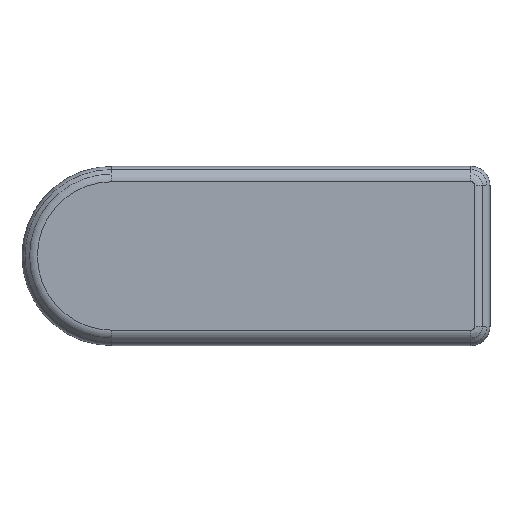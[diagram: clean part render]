
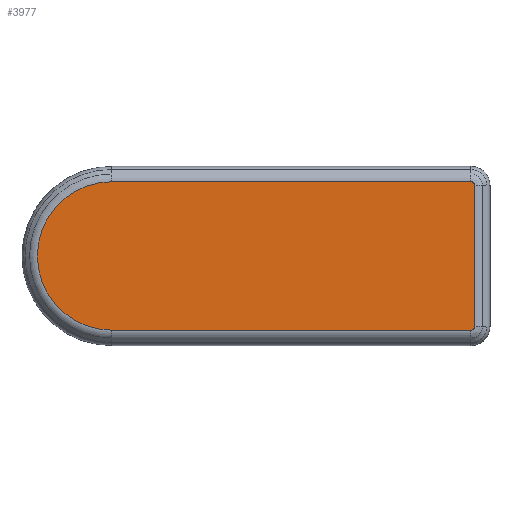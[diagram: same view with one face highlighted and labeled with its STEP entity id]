
A CAD part, top view. The second image highlights one B-rep face of the part: STEP entity #3977.
In plain terms, the highlighted planar face has unit normal (0, 0, 1).
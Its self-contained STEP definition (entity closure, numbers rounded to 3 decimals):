
#327=LINE('',#6241,#594);
#328=LINE('',#6246,#595);
#330=LINE('',#6250,#597);
#594=VECTOR('',#4896,10.);
#595=VECTOR('',#4901,10.);
#597=VECTOR('',#4905,10.);
#836=PLANE('',#4295);
#955=FACE_OUTER_BOUND('',#1233,.T.);
#1233=EDGE_LOOP('',(#2817,#2818,#2819,#2820,#2821,#2822));
#1497=CIRCLE('',#4252,6.811);
#1501=CIRCLE('',#4257,0.336);
#1519=CIRCLE('',#4292,0.336);
#1744=VERTEX_POINT('',#6123);
#1746=VERTEX_POINT('',#6127);
#1750=VERTEX_POINT('',#6147);
#1752=VERTEX_POINT('',#6151);
#1782=VERTEX_POINT('',#6244);
#1783=VERTEX_POINT('',#6249);
#2096=EDGE_CURVE('',#1746,#1744,#1497,.T.);
#2104=EDGE_CURVE('',#1752,#1750,#1501,.T.);
#2149=EDGE_CURVE('',#1750,#1746,#327,.T.);
#2151=EDGE_CURVE('',#1782,#1752,#328,.T.);
#2153=EDGE_CURVE('',#1744,#1783,#330,.T.);
#2156=EDGE_CURVE('',#1783,#1782,#1519,.T.);
#2817=ORIENTED_EDGE('',*,*,#2149,.F.);
#2818=ORIENTED_EDGE('',*,*,#2104,.F.);
#2819=ORIENTED_EDGE('',*,*,#2151,.F.);
#2820=ORIENTED_EDGE('',*,*,#2156,.F.);
#2821=ORIENTED_EDGE('',*,*,#2153,.F.);
#2822=ORIENTED_EDGE('',*,*,#2096,.F.);
#3977=ADVANCED_FACE('',(#955),#836,.F.);
#4252=AXIS2_PLACEMENT_3D('',#6129,#4792,#4793);
#4257=AXIS2_PLACEMENT_3D('',#6153,#4806,#4807);
#4292=AXIS2_PLACEMENT_3D('',#6262,#4910,#4911);
#4295=AXIS2_PLACEMENT_3D('',#6269,#4919,#4920);
#4792=DIRECTION('center_axis',(0.,0.,
-1.));
#4793=DIRECTION('ref_axis',(-1.,0.,0.));
#4806=DIRECTION('center_axis',(0.,0.,
-1.));
#4807=DIRECTION('ref_axis',(0.707,-0.707,0.));
#4896=DIRECTION('',(-1.,0.,0.));
#4901=DIRECTION('',(0.,-1.,0.));
#4905=DIRECTION('',(1.,0.,0.));
#4910=DIRECTION('center_axis',(0.,0.,
-1.));
#4911=DIRECTION('ref_axis',(0.707,0.707,0.));
#4919=DIRECTION('center_axis',(0.,0.,
-1.));
#4920=DIRECTION('ref_axis',(1.,0.,0.));
#6123=CARTESIAN_POINT('',(-6.976,6.7,2.594));
#6127=CARTESIAN_POINT('',(-6.976,-6.921,2.594));
#6129=CARTESIAN_POINT('Origin',(-6.976,-0.11,2.594));
#6147=CARTESIAN_POINT('',(26.025,-6.921,2.594));
#6151=CARTESIAN_POINT('',(26.361,-6.585,2.594));
#6153=CARTESIAN_POINT('Origin',(26.025,-6.585,2.594));
#6241=CARTESIAN_POINT('',(2.971,-6.921,2.594));
#6244=CARTESIAN_POINT('',(26.361,6.365,2.594));
#6246=CARTESIAN_POINT('',(26.361,-2.167,2.594));
#6249=CARTESIAN_POINT('',(26.025,6.7,2.594));
#6250=CARTESIAN_POINT('',(11.659,6.7,2.594));
#6262=CARTESIAN_POINT('Origin',(26.025,6.365,2.594));
#6269=CARTESIAN_POINT('Origin',(6.287,-0.11,2.594));
